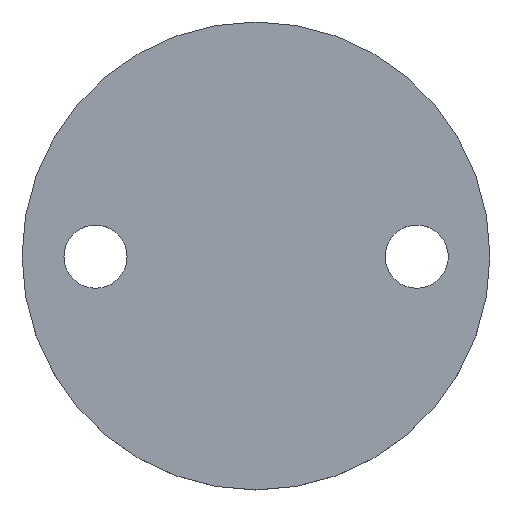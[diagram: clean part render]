
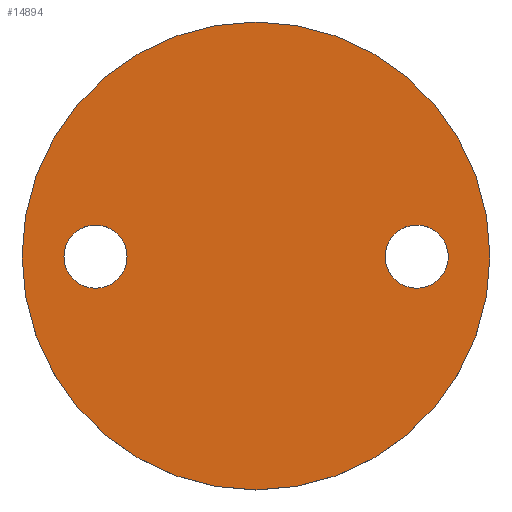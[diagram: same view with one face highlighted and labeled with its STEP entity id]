
A CAD part, top view. The second image highlights one B-rep face of the part: STEP entity #14894.
In plain terms, the highlighted planar face has unit normal (0, 0, 1).
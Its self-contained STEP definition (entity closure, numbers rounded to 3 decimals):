
#14747 = VERTEX_POINT('',#14748);
#14748 = CARTESIAN_POINT('',(40.11,-26.72,1.6));
#14755 = CYLINDRICAL_SURFACE('',#14756,10.);
#14756 = AXIS2_PLACEMENT_3D('',#14757,#14758,#14759);
#14757 = CARTESIAN_POINT('',(30.11,-26.72,0.));
#14758 = DIRECTION('',(-0.,-0.,-1.));
#14759 = DIRECTION('',(1.,0.,-0.));
#14774 = EDGE_CURVE('',#14747,#14747,#14775,.T.);
#14775 = SURFACE_CURVE('',#14776,(#14781,#14788),.PCURVE_S1.);
#14776 = CIRCLE('',#14777,10.);
#14777 = AXIS2_PLACEMENT_3D('',#14778,#14779,#14780);
#14778 = CARTESIAN_POINT('',(30.11,-26.72,1.6));
#14779 = DIRECTION('',(0.,0.,1.));
#14780 = DIRECTION('',(1.,0.,-0.));
#14781 = PCURVE('',#14755,#14782);
#14782 = DEFINITIONAL_REPRESENTATION('',(#14783),#14787);
#14783 = LINE('',#14784,#14785);
#14784 = CARTESIAN_POINT('',(-0.,-1.6));
#14785 = VECTOR('',#14786,1.);
#14786 = DIRECTION('',(-1.,0.));
#14787 = ( GEOMETRIC_REPRESENTATION_CONTEXT(2) 
PARAMETRIC_REPRESENTATION_CONTEXT() REPRESENTATION_CONTEXT('2D SPACE',''
  ) );
#14788 = PCURVE('',#14789,#14794);
#14789 = PLANE('',#14790);
#14790 = AXIS2_PLACEMENT_3D('',#14791,#14792,#14793);
#14791 = CARTESIAN_POINT('',(30.11,-26.72,1.6));
#14792 = DIRECTION('',(0.,0.,1.));
#14793 = DIRECTION('',(1.,0.,-0.));
#14794 = DEFINITIONAL_REPRESENTATION('',(#14795),#14799);
#14795 = CIRCLE('',#14796,10.);
#14796 = AXIS2_PLACEMENT_2D('',#14797,#14798);
#14797 = CARTESIAN_POINT('',(0.,0.));
#14798 = DIRECTION('',(1.,0.));
#14799 = ( GEOMETRIC_REPRESENTATION_CONTEXT(2) 
PARAMETRIC_REPRESENTATION_CONTEXT() REPRESENTATION_CONTEXT('2D SPACE',''
  ) );
#14852 = CYLINDRICAL_SURFACE('',#14853,1.35);
#14853 = AXIS2_PLACEMENT_3D('',#14854,#14855,#14856);
#14854 = CARTESIAN_POINT('',(23.25,-26.75,-0.8));
#14855 = DIRECTION('',(0.,0.,1.));
#14856 = DIRECTION('',(1.,0.,-0.));
#14883 = CYLINDRICAL_SURFACE('',#14884,1.35);
#14884 = AXIS2_PLACEMENT_3D('',#14885,#14886,#14887);
#14885 = CARTESIAN_POINT('',(36.98,-26.75,-0.8));
#14886 = DIRECTION('',(0.,0.,1.));
#14887 = DIRECTION('',(1.,0.,-0.));
#14894 = ADVANCED_FACE('',(#14895,#14898,#14924),#14789,.T.);
#14895 = FACE_BOUND('',#14896,.T.);
#14896 = EDGE_LOOP('',(#14897));
#14897 = ORIENTED_EDGE('',*,*,#14774,.T.);
#14898 = FACE_BOUND('',#14899,.T.);
#14899 = EDGE_LOOP('',(#14900));
#14900 = ORIENTED_EDGE('',*,*,#14901,.F.);
#14901 = EDGE_CURVE('',#14902,#14902,#14904,.T.);
#14902 = VERTEX_POINT('',#14903);
#14903 = CARTESIAN_POINT('',(24.6,-26.75,1.6));
#14904 = SURFACE_CURVE('',#14905,(#14910,#14917),.PCURVE_S1.);
#14905 = CIRCLE('',#14906,1.35);
#14906 = AXIS2_PLACEMENT_3D('',#14907,#14908,#14909);
#14907 = CARTESIAN_POINT('',(23.25,-26.75,1.6));
#14908 = DIRECTION('',(0.,0.,1.));
#14909 = DIRECTION('',(1.,0.,-0.));
#14910 = PCURVE('',#14789,#14911);
#14911 = DEFINITIONAL_REPRESENTATION('',(#14912),#14916);
#14912 = CIRCLE('',#14913,1.35);
#14913 = AXIS2_PLACEMENT_2D('',#14914,#14915);
#14914 = CARTESIAN_POINT('',(-6.86,-0.03));
#14915 = DIRECTION('',(1.,0.));
#14916 = ( GEOMETRIC_REPRESENTATION_CONTEXT(2) 
PARAMETRIC_REPRESENTATION_CONTEXT() REPRESENTATION_CONTEXT('2D SPACE',''
  ) );
#14917 = PCURVE('',#14852,#14918);
#14918 = DEFINITIONAL_REPRESENTATION('',(#14919),#14923);
#14919 = LINE('',#14920,#14921);
#14920 = CARTESIAN_POINT('',(0.,2.4));
#14921 = VECTOR('',#14922,1.);
#14922 = DIRECTION('',(1.,0.));
#14923 = ( GEOMETRIC_REPRESENTATION_CONTEXT(2) 
PARAMETRIC_REPRESENTATION_CONTEXT() REPRESENTATION_CONTEXT('2D SPACE',''
  ) );
#14924 = FACE_BOUND('',#14925,.T.);
#14925 = EDGE_LOOP('',(#14926));
#14926 = ORIENTED_EDGE('',*,*,#14927,.F.);
#14927 = EDGE_CURVE('',#14928,#14928,#14930,.T.);
#14928 = VERTEX_POINT('',#14929);
#14929 = CARTESIAN_POINT('',(38.33,-26.75,1.6));
#14930 = SURFACE_CURVE('',#14931,(#14936,#14943),.PCURVE_S1.);
#14931 = CIRCLE('',#14932,1.35);
#14932 = AXIS2_PLACEMENT_3D('',#14933,#14934,#14935);
#14933 = CARTESIAN_POINT('',(36.98,-26.75,1.6));
#14934 = DIRECTION('',(0.,0.,1.));
#14935 = DIRECTION('',(1.,0.,-0.));
#14936 = PCURVE('',#14789,#14937);
#14937 = DEFINITIONAL_REPRESENTATION('',(#14938),#14942);
#14938 = CIRCLE('',#14939,1.35);
#14939 = AXIS2_PLACEMENT_2D('',#14940,#14941);
#14940 = CARTESIAN_POINT('',(6.87,-0.03));
#14941 = DIRECTION('',(1.,0.));
#14942 = ( GEOMETRIC_REPRESENTATION_CONTEXT(2) 
PARAMETRIC_REPRESENTATION_CONTEXT() REPRESENTATION_CONTEXT('2D SPACE',''
  ) );
#14943 = PCURVE('',#14883,#14944);
#14944 = DEFINITIONAL_REPRESENTATION('',(#14945),#14949);
#14945 = LINE('',#14946,#14947);
#14946 = CARTESIAN_POINT('',(0.,2.4));
#14947 = VECTOR('',#14948,1.);
#14948 = DIRECTION('',(1.,0.));
#14949 = ( GEOMETRIC_REPRESENTATION_CONTEXT(2) 
PARAMETRIC_REPRESENTATION_CONTEXT() REPRESENTATION_CONTEXT('2D SPACE',''
  ) );
